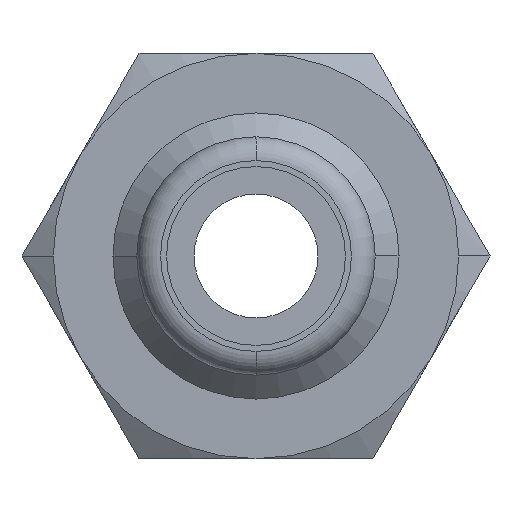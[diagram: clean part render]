
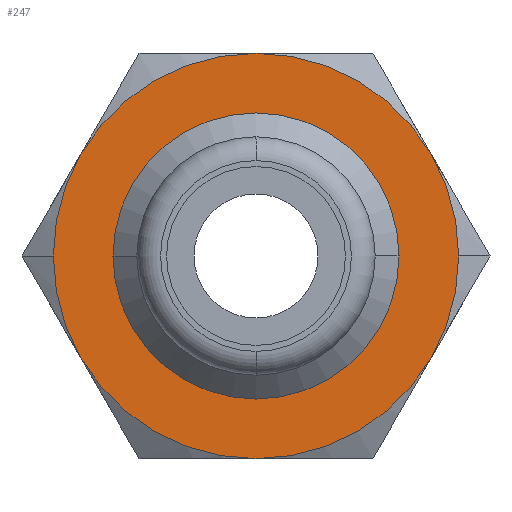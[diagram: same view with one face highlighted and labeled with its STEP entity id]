
A CAD part, front view. The second image highlights one B-rep face of the part: STEP entity #247.
In plain terms, the highlighted planar face has unit normal (0, -1, 0).
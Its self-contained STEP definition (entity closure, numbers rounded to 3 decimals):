
#247=ADVANCED_FACE('',(#511,#512),#513,.T.);
#511=FACE_OUTER_BOUND('',#15305,.T.);
#512=FACE_BOUND('',#15306,.T.);
#513=PLANE('',#15307);
#15305=EDGE_LOOP('',(#30430,#30431,#30432,#30433,#30434,#30435,#30436,#30437));
#15306=EDGE_LOOP('',(#30438,#30439));
#15307=AXIS2_PLACEMENT_3D('',#30440,#30441,#30442);
#30430=ORIENTED_EDGE('',*,*,#30786,.F.);
#30431=ORIENTED_EDGE('',*,*,#30772,.F.);
#30432=ORIENTED_EDGE('',*,*,#30704,.F.);
#30433=ORIENTED_EDGE('',*,*,#30829,.F.);
#30434=ORIENTED_EDGE('',*,*,#30836,.F.);
#30435=ORIENTED_EDGE('',*,*,#30639,.F.);
#30436=ORIENTED_EDGE('',*,*,#30681,.F.);
#30437=ORIENTED_EDGE('',*,*,#30722,.F.);
#30438=ORIENTED_EDGE('',*,*,#30644,.F.);
#30439=ORIENTED_EDGE('',*,*,#30790,.F.);
#30440=CARTESIAN_POINT('',(4.25,20.0,0.0));
#30441=DIRECTION('',(-0.0,-1.0,-0.0));
#30442=DIRECTION('',(-1.0,0.0,0.0));
#30639=EDGE_CURVE('',#30913,#30939,#30941,.T.);
#30644=EDGE_CURVE('',#30946,#30943,#30948,.T.);
#30681=EDGE_CURVE('',#31008,#30913,#31010,.T.);
#30704=EDGE_CURVE('',#30964,#31012,#31046,.T.);
#30722=EDGE_CURVE('',#31070,#31008,#31073,.T.);
#30772=EDGE_CURVE('',#31012,#31139,#31140,.T.);
#30786=EDGE_CURVE('',#31139,#31070,#31157,.T.);
#30790=EDGE_CURVE('',#30943,#30946,#31161,.T.);
#30829=EDGE_CURVE('',#31203,#30964,#31205,.T.);
#30836=EDGE_CURVE('',#30939,#31203,#31212,.T.);
#30913=VERTEX_POINT('',#31332);
#30939=VERTEX_POINT('',#31395);
#30941=CIRCLE('',#31408,8.5);
#30943=VERTEX_POINT('',#31410);
#30946=VERTEX_POINT('',#31414);
#30948=CIRCLE('',#31417,6.0);
#30964=VERTEX_POINT('',#31467);
#31008=VERTEX_POINT('',#31660);
#31010=CIRCLE('',#31673,8.5);
#31012=VERTEX_POINT('',#31675);
#31046=CIRCLE('',#31757,8.5);
#31070=VERTEX_POINT('',#31839);
#31073=CIRCLE('',#31843,8.5);
#31139=VERTEX_POINT('',#34242);
#31140=CIRCLE('',#34243,8.5);
#31157=CIRCLE('',#34296,8.5);
#31161=CIRCLE('',#34300,6.0);
#31203=VERTEX_POINT('',#34413);
#31205=CIRCLE('',#34416,8.5);
#31212=CIRCLE('',#34423,8.5);
#31332=CARTESIAN_POINT('',(0.0,20.0,-8.5));
#31395=CARTESIAN_POINT('',(-7.361,20.0,-4.25));
#31408=AXIS2_PLACEMENT_3D('',#34618,#34619,#34620);
#31410=CARTESIAN_POINT('',(6.0,20.0,0.));
#31414=CARTESIAN_POINT('',(-6.0,20.0,0.));
#31417=AXIS2_PLACEMENT_3D('',#34626,#34627,#34628);
#31467=CARTESIAN_POINT('',(-7.361,20.0,4.25));
#31660=CARTESIAN_POINT('',(7.361,20.0,-4.25));
#31673=AXIS2_PLACEMENT_3D('',#34648,#34649,#34650);
#31675=CARTESIAN_POINT('',(0.,20.0,8.5));
#31757=AXIS2_PLACEMENT_3D('',#34679,#34680,#34681);
#31839=CARTESIAN_POINT('',(8.5,20.0,0.));
#31843=AXIS2_PLACEMENT_3D('',#34695,#34696,#34697);
#34242=CARTESIAN_POINT('',(7.361,20.0,4.25));
#34243=AXIS2_PLACEMENT_3D('',#34759,#34760,#34761);
#34296=AXIS2_PLACEMENT_3D('',#34774,#34775,#34776);
#34300=AXIS2_PLACEMENT_3D('',#34780,#34781,#34782);
#34413=CARTESIAN_POINT('',(-8.5,20.0,0.));
#34416=AXIS2_PLACEMENT_3D('',#34819,#34820,#34821);
#34423=AXIS2_PLACEMENT_3D('',#34828,#34829,#34830);
#34618=CARTESIAN_POINT('',(0.0,20.0,0.0));
#34619=DIRECTION('',(-0.0,1.0,0.0));
#34620=DIRECTION('',(1.0,0.0,0.0));
#34626=CARTESIAN_POINT('',(0.0,20.0,0.0));
#34627=DIRECTION('',(0.0,-1.0,0.0));
#34628=DIRECTION('',(1.0,0.0,0.0));
#34648=CARTESIAN_POINT('',(0.0,20.0,0.0));
#34649=DIRECTION('',(-0.0,1.0,0.0));
#34650=DIRECTION('',(1.0,0.0,0.0));
#34679=CARTESIAN_POINT('',(0.0,20.0,0.0));
#34680=DIRECTION('',(-0.0,1.0,0.0));
#34681=DIRECTION('',(1.0,0.0,0.0));
#34695=CARTESIAN_POINT('',(0.0,20.0,0.0));
#34696=DIRECTION('',(-0.0,1.0,0.0));
#34697=DIRECTION('',(1.0,0.0,0.0));
#34759=CARTESIAN_POINT('',(0.0,20.0,0.0));
#34760=DIRECTION('',(-0.0,1.0,0.0));
#34761=DIRECTION('',(1.0,0.0,0.0));
#34774=CARTESIAN_POINT('',(0.0,20.0,0.0));
#34775=DIRECTION('',(-0.0,1.0,0.0));
#34776=DIRECTION('',(1.0,0.0,0.0));
#34780=CARTESIAN_POINT('',(0.0,20.0,0.0));
#34781=DIRECTION('',(0.0,-1.0,0.0));
#34782=DIRECTION('',(1.0,0.0,0.0));
#34819=CARTESIAN_POINT('',(0.0,20.0,0.0));
#34820=DIRECTION('',(-0.0,1.0,0.0));
#34821=DIRECTION('',(1.0,0.0,0.0));
#34828=CARTESIAN_POINT('',(0.0,20.0,0.0));
#34829=DIRECTION('',(-0.0,1.0,0.0));
#34830=DIRECTION('',(1.0,0.0,0.0));
